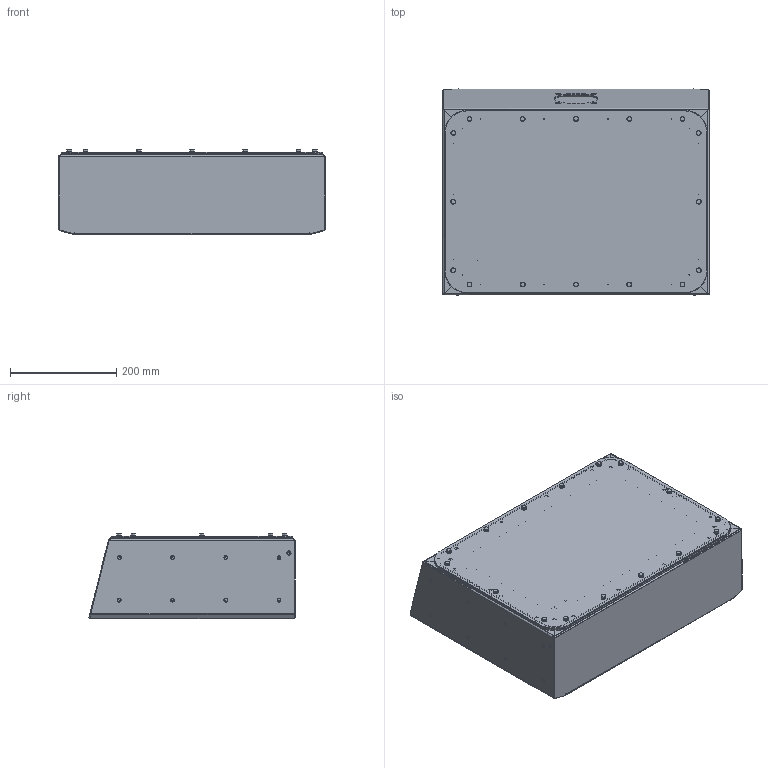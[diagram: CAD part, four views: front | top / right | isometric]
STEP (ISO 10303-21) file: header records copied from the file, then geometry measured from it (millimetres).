
FILE_DESCRIPTION (( 'STEP AP214' ), '1' );
FILE_NAME ('56100203.STEP', '2017-10-26T06:09:25', ( 'Macha' ), ( 'Hewlett-Packard Company' ), 'SwSTEP 2.0', 'SolidWorks 2015', '' );
FILE_SCHEMA (( 'AUTOMOTIVE_DESIGN' ));
Length unit declared in the file: millimetre
Products named in the file (21): 56100203; 93369; 93369-2; 93369-1; 56343; 40000014769; 83008_Washer DIN 125 - A 4.3; 82000_Typ 3; 42191; 42190; 56340; 93388; 93379; 42186; 56335; 92081; 40000029266; 42175; 42181; 93172; 83256
Assembly tree (133 placements, depth 4):
  56100203
    56335
      42181
      42175
      40000029266  x16
      92081
    56343
      56340
        42186
        93379
        93388  x18
        92081
      42190
      42191  x2
      82000_Typ 3
      83008_Washer DIN 125 - A 4.3  x18
      40000014769  x18
    93369  x16
      93369-1
      93369-2
    83256  x16
    93172  x16
Bounding box: 500 x 386.9 x 160.85 mm (x, y, z)
Volume: 1373357.1 mm3; surface area: 1727307 mm2
Topology: 144 solids, 144 shells, 4540 faces, 10004 edges, 5860 vertices
Faces by surface type: plane 2314, cylinder 1674, cone 244, bspline 172, torus 136
Entity records: 37184 total; most frequent: CARTESIAN_POINT 6948, DIRECTION 6332, ORIENTED_EDGE 5660, EDGE_CURVE 2830, AXIS2_PLACEMENT_3D 2322, VERTEX_POINT 1738, LINE 1688, VECTOR 1688
